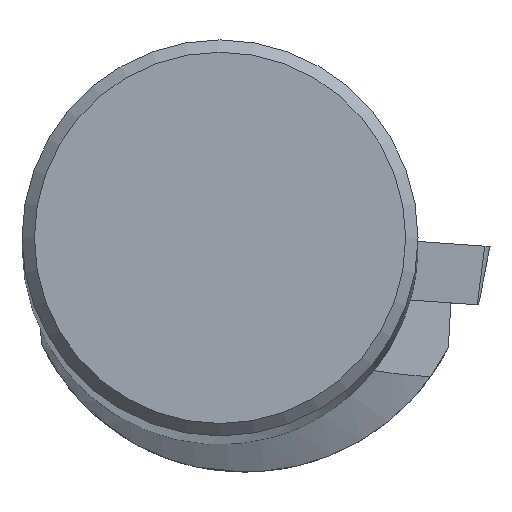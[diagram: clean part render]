
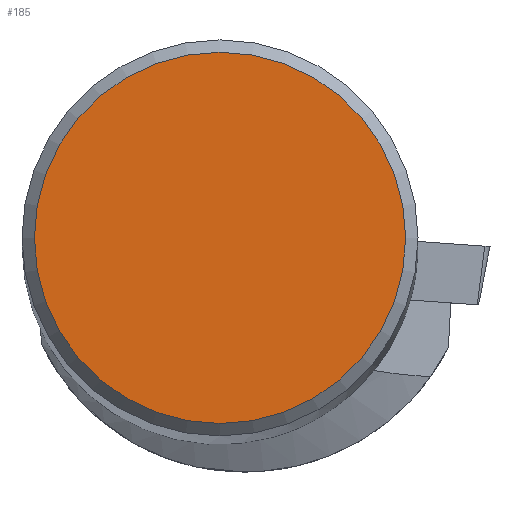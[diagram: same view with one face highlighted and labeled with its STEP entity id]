
A CAD part, top view. The second image highlights one B-rep face of the part: STEP entity #185.
In plain terms, the highlighted planar face has unit normal (0, 0, 1).
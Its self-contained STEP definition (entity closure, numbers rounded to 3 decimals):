
#148=FACE_OUTER_BOUND('',#353,.T.);
#185=ADVANCED_FACE('',(#148),#212,.T.);
#212=PLANE('',#894);
#353=EDGE_LOOP('',(#499));
#499=ORIENTED_EDGE('',*,*,#709,.F.);
#623=VERTEX_POINT('',#1504);
#709=EDGE_CURVE('',#623,#623,#746,.T.);
#746=CIRCLE('',#893,7.493);
#893=AXIS2_PLACEMENT_3D('',#1503,#1076,#1077);
#894=AXIS2_PLACEMENT_3D('',#1505,#1078,#1079);
#1076=DIRECTION('',(0.,0.,-1.));
#1077=DIRECTION('',(-1.,0.,0.));
#1078=DIRECTION('',(0.,0.,1.));
#1079=DIRECTION('',(-1.,0.,0.));
#1503=CARTESIAN_POINT('',(0.,0.,0.));
#1504=CARTESIAN_POINT('',(-7.493,0.,0.));
#1505=CARTESIAN_POINT('',(0.,0.,0.));
